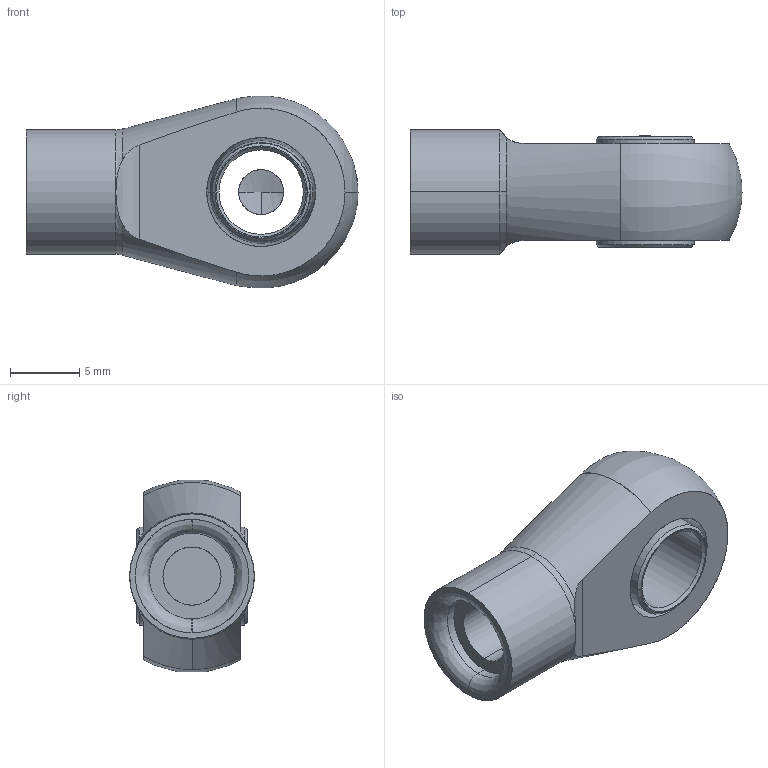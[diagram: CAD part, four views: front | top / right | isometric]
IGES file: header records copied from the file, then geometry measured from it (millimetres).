
Start section: SolidWorks IGES file using analytic representation for surfaces
Global section: file name: E1 Nylon Eye.IGS; native system: SolidWorks 2012; preprocessor: SolidWorks 2012; author: sam.bullen; date: 130211.124502; units: millimetre
Bounding box: 24 x 9 x 13.88 mm (x, y, z)
Surface area: 1400 mm2 (no closed solid volume)
Topology: 0 solids, 0 shells, 50 faces, 660 edges, 659 vertices
Faces by surface type: revolution 35, bspline 15
